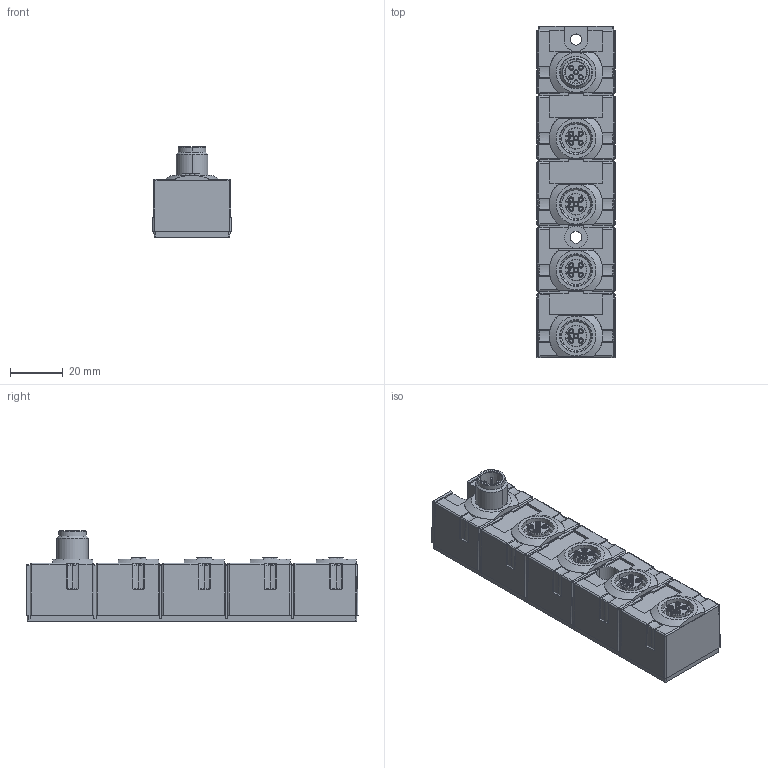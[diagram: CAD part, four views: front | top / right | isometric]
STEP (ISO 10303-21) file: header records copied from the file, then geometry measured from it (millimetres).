
FILE_DESCRIPTION (( 'STEP AP214' ), '1' );
FILE_NAME ('59840.STEP', '2024-08-19T17:00:08', ( '' ), ( '' ), 'SwSTEP 2.0', 'SolidWorks 2021', '' );
FILE_SCHEMA (( 'AUTOMOTIVE_DESIGN' ));
Length unit declared in the file: inch
Products named in the file (1): 59840
Bounding box: 29.78 x 126 x 34.3 mm (x, y, z)
Volume: 79727 mm3; surface area: 17779.2 mm2
Topology: 2 solids, 2 shells, 795 faces, 1899 edges, 1169 vertices
Faces by surface type: cylinder 345, plane 264, cone 96, bspline 90
Entity records: 27827 total; most frequent: CARTESIAN_POINT 10160, ORIENTED_EDGE 3778, DIRECTION 3470, EDGE_CURVE 1889, AXIS2_PLACEMENT_3D 1291, VERTEX_POINT 1169, VECTOR 888, LINE 888
